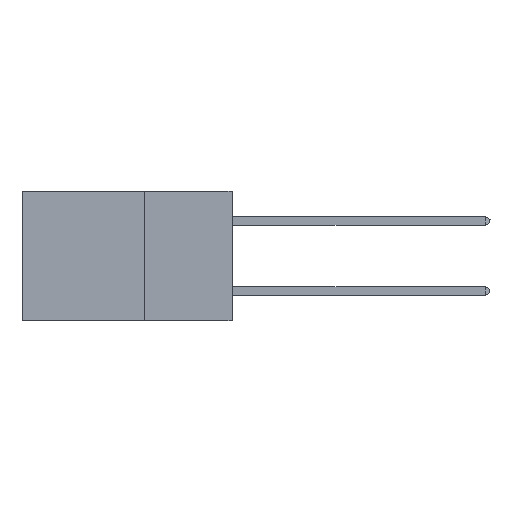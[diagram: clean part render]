
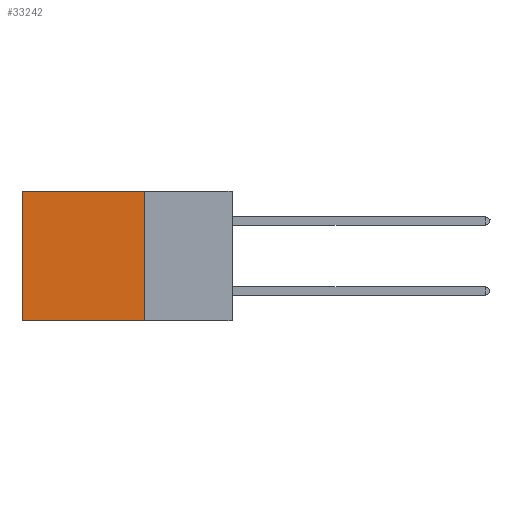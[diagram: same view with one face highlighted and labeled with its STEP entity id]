
A CAD part, left-side view. The second image highlights one B-rep face of the part: STEP entity #33242.
In plain terms, the highlighted planar face has unit normal (-1, 0, 0).
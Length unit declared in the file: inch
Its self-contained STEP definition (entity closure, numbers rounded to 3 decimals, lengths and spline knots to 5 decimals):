
#2179 = AXIS2_PLACEMENT_3D ( 'NONE', #39234, #36289, #18979 ) ;
#2265 = LINE ( 'NONE', #20441, #41501 ) ;
#3102 = EDGE_CURVE ( 'NONE', #31955, #4835, #30985, .T. ) ;
#4835 = VERTEX_POINT ( 'NONE', #16263 ) ;
#6869 = DIRECTION ( 'NONE',  ( 0., 0., -1. ) ) ;
#7871 = EDGE_LOOP ( 'NONE', ( #15615, #23968, #21680, #9286 ) ) ;
#9286 = ORIENTED_EDGE ( 'NONE', *, *, #27191, .T. ) ;
#11865 = CARTESIAN_POINT ( 'NONE',  ( 0.2875, 0.6, 0. ) ) ;
#12735 = DIRECTION ( 'NONE',  ( 0., 0., -1. ) ) ;
#13164 = VERTEX_POINT ( 'NONE', #38294 ) ;
#13938 = EDGE_CURVE ( 'NONE', #13164, #33189, #2265, .T. ) ;
#15615 = ORIENTED_EDGE ( 'NONE', *, *, #3102, .T. ) ;
#16246 = CARTESIAN_POINT ( 'NONE',  ( 0.2875, 0.25, 0. ) ) ;
#16263 = CARTESIAN_POINT ( 'NONE',  ( 0.2875, 0.6, -0.37 ) ) ;
#18979 = DIRECTION ( 'NONE',  ( 0., 0., -1. ) ) ;
#20316 = LINE ( 'NONE', #16246, #26057 ) ;
#20441 = CARTESIAN_POINT ( 'NONE',  ( 0.2875, 0.25, 0. ) ) ;
#21680 = ORIENTED_EDGE ( 'NONE', *, *, #13938, .F. ) ;
#22182 = FACE_OUTER_BOUND ( 'NONE', #7871, .T. ) ;
#23968 = ORIENTED_EDGE ( 'NONE', *, *, #38515, .F. ) ;
#26057 = VECTOR ( 'NONE', #34200, 39.37008 ) ;
#26913 = CARTESIAN_POINT ( 'NONE',  ( 0.2875, 0.6, 0. ) ) ;
#27191 = EDGE_CURVE ( 'NONE', #13164, #31955, #20316, .T. ) ;
#30985 = LINE ( 'NONE', #26913, #36976 ) ;
#31955 = VERTEX_POINT ( 'NONE', #11865 ) ;
#32187 = PLANE ( 'NONE',  #2179 ) ;
#32597 = VECTOR ( 'NONE', #43748, 39.37008 ) ;
#33189 = VERTEX_POINT ( 'NONE', #39464 ) ;
#33242 = ADVANCED_FACE ( 'NONE', ( #22182 ), #32187, .F. ) ;
#34200 = DIRECTION ( 'NONE',  ( 0., 1., 0. ) ) ;
#36289 = DIRECTION ( 'NONE',  ( 1., 0., 0. ) ) ;
#36494 = CARTESIAN_POINT ( 'NONE',  ( 0.2875, 0.25, -0.37 ) ) ;
#36976 = VECTOR ( 'NONE', #6869, 39.37008 ) ;
#38294 = CARTESIAN_POINT ( 'NONE',  ( 0.2875, 0.25, 0. ) ) ;
#38515 = EDGE_CURVE ( 'NONE', #33189, #4835, #39441, .T. ) ;
#39234 = CARTESIAN_POINT ( 'NONE',  ( 0.2875, 0.25, 0. ) ) ;
#39441 = LINE ( 'NONE', #36494, #32597 ) ;
#39464 = CARTESIAN_POINT ( 'NONE',  ( 0.2875, 0.25, -0.37 ) ) ;
#41501 = VECTOR ( 'NONE', #12735, 39.37008 ) ;
#43748 = DIRECTION ( 'NONE',  ( 0., 1., 0. ) ) ;
